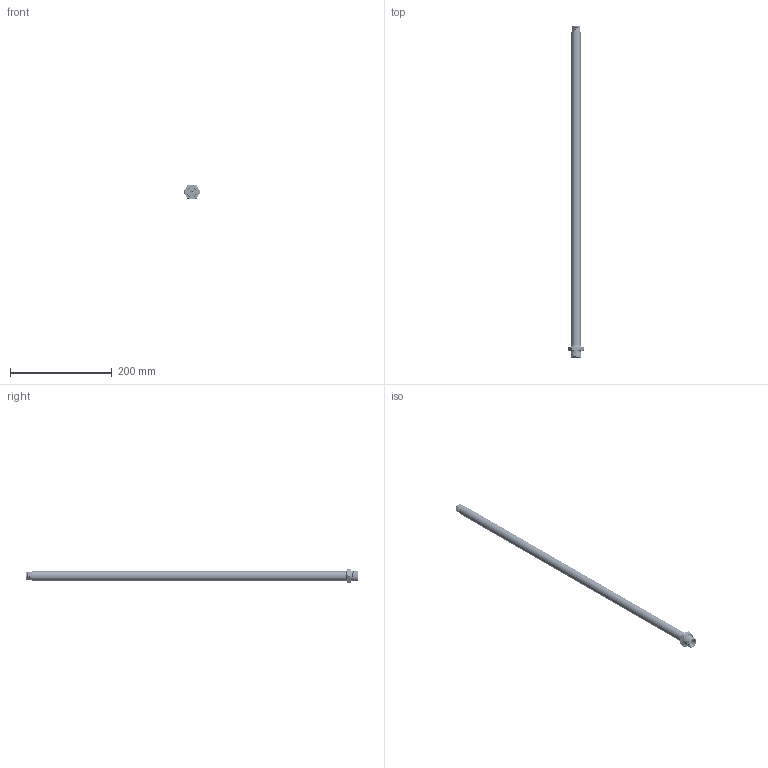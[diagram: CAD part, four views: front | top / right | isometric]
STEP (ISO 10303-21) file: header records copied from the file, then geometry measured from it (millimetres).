
FILE_DESCRIPTION((''),'2;1');
FILE_NAME('190610_ASM','2015-10-12T',('pdmadmin'),(''),'PRO/ENGINEER BY PARAMETRIC TECHNOLOGY CORPORATION, 2013230','PRO/ENGINEER BY PARAMETRIC TECHNOLOGY CORPORATION, 2013230','');
FILE_SCHEMA(('CONFIG_CONTROL_DESIGN'));
Length unit declared in the file: inch
Products named in the file (5): 189207_1_2_NPSM; 189207_FLEXARM; 189207_5_8_27; 189207_VINYL_CLAD; 190610_ASM
Assembly tree (4 placements, depth 2):
  190610_ASM
    189207_1_2_NPSM
    189207_FLEXARM
    189207_5_8_27
    189207_VINYL_CLAD
Bounding box: 33 x 651.95 x 28.57 mm (x, y, z)
Volume: 112831.2 mm3; surface area: 179209.8 mm2
Topology: 4 solids, 4 shells, 405 faces, 853 edges, 463 vertices
Faces by surface type: bspline 323, cylinder 33, plane 23, cone 20, torus 6
Entity records: 82976 total; most frequent: CARTESIAN_POINT 76295, ORIENTED_EDGE 1698, EDGE_CURVE 849, DIRECTION 620, B_SPLINE_CURVE_WITH_KNOTS 495, VERTEX_POINT 461, EDGE_LOOP 416, FACE_OUTER_BOUND 403
